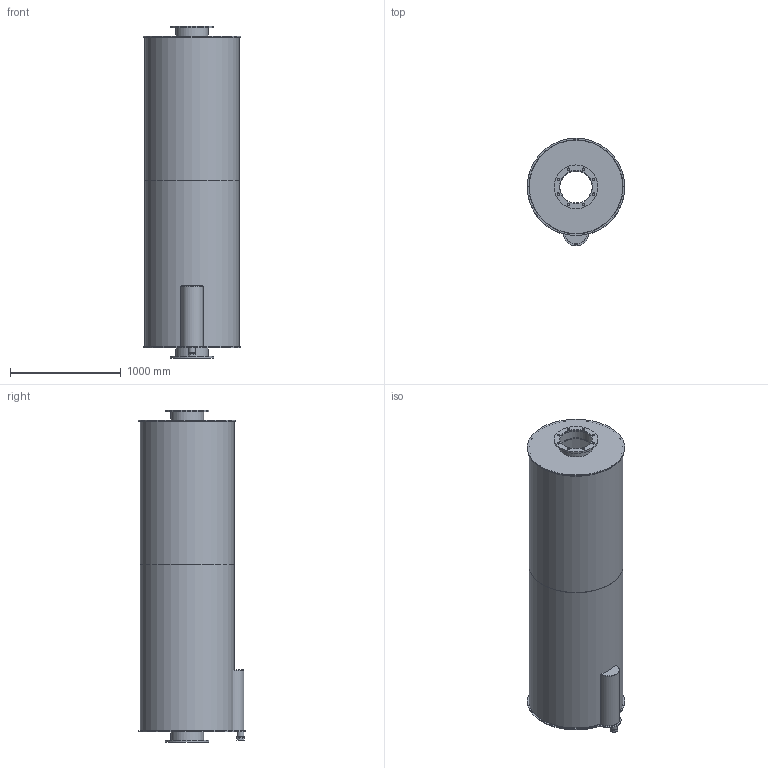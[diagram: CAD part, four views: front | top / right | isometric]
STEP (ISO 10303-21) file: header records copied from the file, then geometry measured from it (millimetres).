
FILE_DESCRIPTION(/* description */ (''),/* implementation_level */ '2;1');
FILE_NAME(/* name */ 'Vsdhc 11.stp',/* time_stamp */ '2015-01-23T09:38:31+01:00',/* author */ ('Tekenkamer'),/* organization */ (''),/* preprocessor_version */ 'ST-DEVELOPER v15.6',/* originating_system */ 'Autodesk Inventor 2015',/* authorisation */ '');
FILE_SCHEMA (('AUTOMOTIVE_DESIGN { 1 0 10303 214 3 1 1 }'));
Length unit declared in the file: millimetre
Products named in the file (1): MAAT3D
Bounding box: 880 x 968.27 x 3000 mm (x, y, z)
Volume: 34073397.9 mm3; surface area: 18240065.4 mm2
Topology: 12 solids, 12 shells, 74 faces, 150 edges, 100 vertices
Faces by surface type: cylinder 40, plane 34
Full cylindrical faces by diameter (mm): 22 x16, 54.1 x2, 60.3 x1, 292 x2, 298 x2, 300 x4, 395 x2, 844 x2, 850 x2, 880 x1
Entity records: 1928 total; most frequent: DIRECTION 346, CARTESIAN_POINT 291, ORIENTED_EDGE 232, EDGE_LOOP 160, AXIS2_PLACEMENT_3D 155, EDGE_CURVE 116, VERTEX_POINT 100, FACE_BOUND 86
